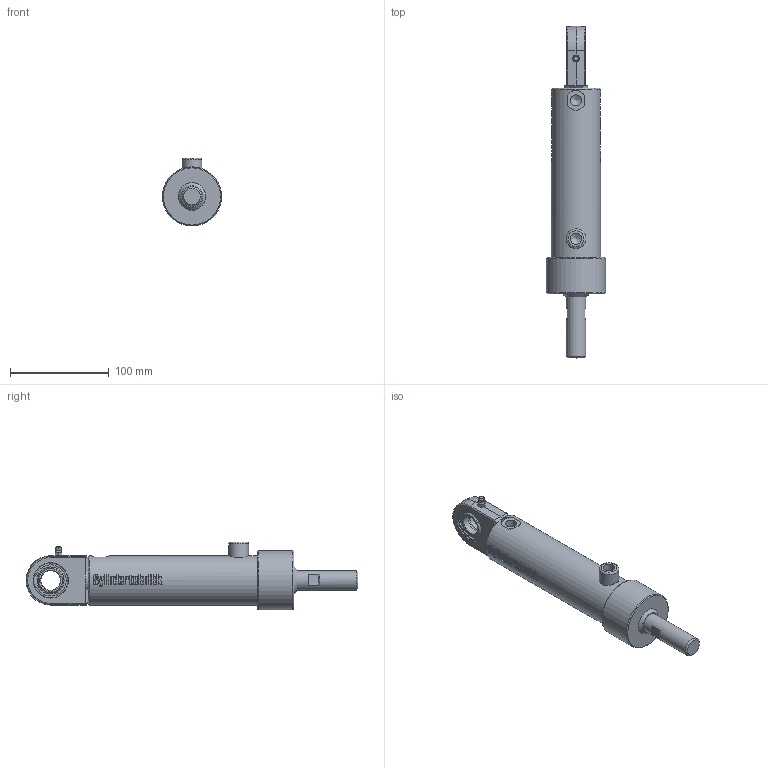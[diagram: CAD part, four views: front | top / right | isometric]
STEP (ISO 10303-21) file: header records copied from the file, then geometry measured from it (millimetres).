
FILE_DESCRIPTION((''),'2;1');
FILE_NAME('DVLG40_20.stp','2010-01-26T14:00:10',('tribel'),(''),'Autodesk Inventor 2009','Autodesk Inventor 2009','');
FILE_SCHEMA(('AUTOMOTIVE_DESIGN { 1 0 10303 214 1 1 1 1 }'));
Length unit declared in the file: millimetre
Products named in the file (5): DVLG40_20; DVLG40_20_body; DVLG40_20_stang; DVLG40_20_Parameters; K-WS20N
Assembly tree (4 placements, depth 2):
  DVLG40_20
    DVLG40_20_body
    DVLG40_20_stang
    DVLG40_20_Parameters
    K-WS20N
Bounding box: 60 x 337 x 69 mm (x, y, z)
Volume: 371605.7 mm3; surface area: 97845.7 mm2
Topology: 3 solids, 4 shells, 632 faces, 1653 edges, 1078 vertices
Faces by surface type: plane 334, bspline 156, cylinder 88, cone 40, torus 10, sphere 4
Full cylindrical faces by diameter (mm): 1.714 x2, 2 x2, 3 x1, 5.5 x1, 5.6 x1, 20 x5, 24 x1, 35 x4, 36 x2, 40 x2, 50 x1, 60 x1
Entity records: 49651 total; most frequent: CARTESIAN_POINT 35675, ORIENTED_EDGE 3110, DIRECTION 2277, EDGE_CURVE 1557, VERTEX_POINT 1049, AXIS2_PLACEMENT_3D 804, EDGE_LOOP 765, VECTOR 669
